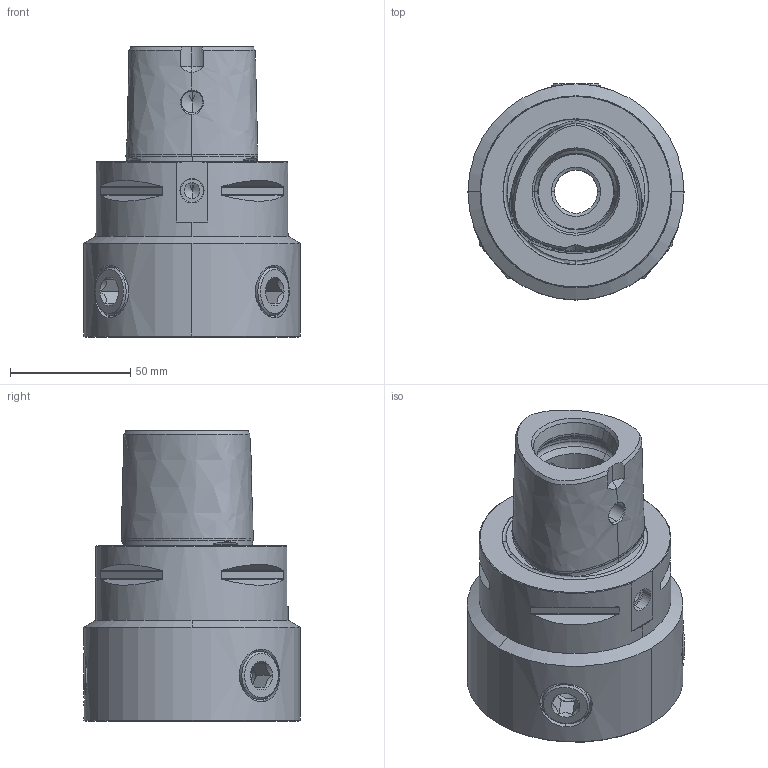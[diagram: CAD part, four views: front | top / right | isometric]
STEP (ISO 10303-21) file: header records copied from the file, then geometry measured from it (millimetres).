
FILE_DESCRIPTION(('no description'),'unknown implementation level');
FILE_NAME('5BF686A4-9B5D-41BC-873A-7974A03DDC48_export.stp',' ',('CIMSOURCE GmbH'),('CADClick - KiM GmbH - www.kimweb.de'),'unknown preprocess','ACIS','unknown authorization');
FILE_SCHEMA(('automotive_design'));
Length unit declared in the file: millimetre
Products named in the file (4): 328.032N Kaiser Adapter C8xCKN7x73|690.437 Kaiser ETL M20 X 29 CK7;Schnitt-Linear austragen1; 328.032N Kaiser Adapter C8xCKN7x73|328.032N Kaiser Adapter C8xCKN7x73;Chip Bohrung
Bounding box: 90 x 90 x 121 mm (x, y, z)
Volume: 392249.2 mm3; surface area: 63033.8 mm2
Topology: 4 solids, 4 shells, 252 faces, 591 edges, 345 vertices
Faces by surface type: cone 82, plane 76, cylinder 72, torus 14, bspline 8
Entity records: 20669 total; most frequent: CARTESIAN_POINT 8314, DIRECTION 1204, STYLED_ITEM 1180, PRESENTATION_STYLE_ASSIGNMENT 1180, COLOUR_RGB 1180, ORIENTED_EDGE 1158, EDGE_CURVE 579, CURVE_STYLE 579
